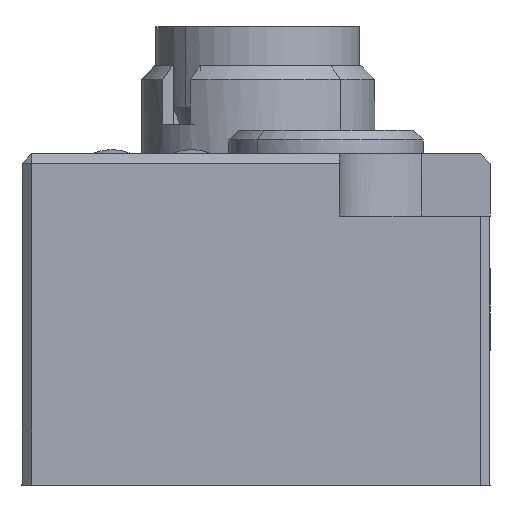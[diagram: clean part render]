
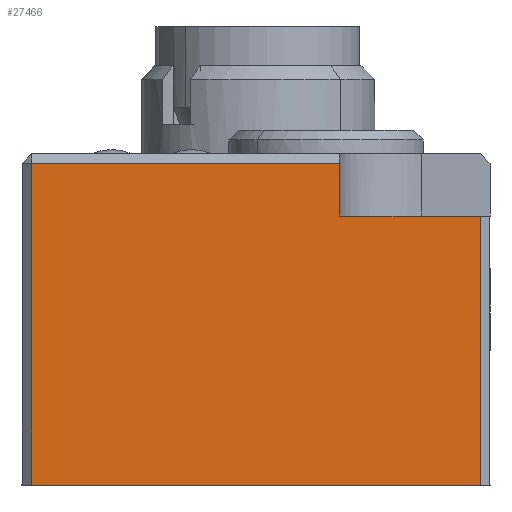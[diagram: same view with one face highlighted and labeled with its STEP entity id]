
A CAD part, front view. The second image highlights one B-rep face of the part: STEP entity #27466.
In plain terms, the highlighted planar face has unit normal (0, -1, 0).
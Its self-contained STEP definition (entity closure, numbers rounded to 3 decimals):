
#27437=AXIS2_PLACEMENT_3D('Plane Axis2P3D',#27434,#27435,#27436) ;
#24008=CARTESIAN_POINT('Vertex',(16.3,0.,16.5)) ;
#24015=CARTESIAN_POINT('Vertex',(0.5,0.,16.5)) ;
#24018=CARTESIAN_POINT('Line Origine',(8.4,0.,16.5)) ;
#24041=CARTESIAN_POINT('Vertex',(16.3,0.,13.8)) ;
#24049=CARTESIAN_POINT('Line Origine',(16.3,0.,15.15)) ;
#26821=CARTESIAN_POINT('Line Origine',(19.9,0.,13.8)) ;
#26825=CARTESIAN_POINT('Vertex',(23.5,0.,13.8)) ;
#27434=CARTESIAN_POINT('Axis2P3D Location',(24.,0.,0.)) ;
#27439=CARTESIAN_POINT('Line Origine',(0.5,0.,8.25)) ;
#27443=CARTESIAN_POINT('Vertex',(0.5,0.,0.)) ;
#27446=CARTESIAN_POINT('Line Origine',(12.,0.,0.)) ;
#27450=CARTESIAN_POINT('Vertex',(23.5,0.,0.)) ;
#27453=CARTESIAN_POINT('Line Origine',(23.5,0.,6.9)) ;
#24019=DIRECTION('Vector Direction',(1.,0.,0.)) ;
#24050=DIRECTION('Vector Direction',(0.,0.,1.)) ;
#26822=DIRECTION('Vector Direction',(-1.,0.,0.)) ;
#27435=DIRECTION('Axis2P3D Direction',(0.,-1.,0.)) ;
#27436=DIRECTION('Axis2P3D XDirection',(0.,0.,-1.)) ;
#27440=DIRECTION('Vector Direction',(0.,0.,1.)) ;
#27447=DIRECTION('Vector Direction',(-1.,0.,0.)) ;
#27454=DIRECTION('Vector Direction',(0.,0.,-1.)) ;
#24020=VECTOR('Line Direction',#24019,1.) ;
#24051=VECTOR('Line Direction',#24050,1.) ;
#26823=VECTOR('Line Direction',#26822,1.) ;
#27441=VECTOR('Line Direction',#27440,1.) ;
#27448=VECTOR('Line Direction',#27447,1.) ;
#27455=VECTOR('Line Direction',#27454,1.) ;
#27459=ORIENTED_EDGE('',*,*,#24053,.T.) ;
#27460=ORIENTED_EDGE('',*,*,#24022,.F.) ;
#27461=ORIENTED_EDGE('',*,*,#27445,.F.) ;
#27462=ORIENTED_EDGE('',*,*,#27452,.F.) ;
#27463=ORIENTED_EDGE('',*,*,#27457,.F.) ;
#27464=ORIENTED_EDGE('',*,*,#26827,.T.) ;
#27466=ADVANCED_FACE('Hauptkoerper',(#27465),#27438,.T.) ;
#24022=EDGE_CURVE('',#24016,#24009,#24021,.T.) ;
#24053=EDGE_CURVE('',#24042,#24009,#24052,.T.) ;
#26827=EDGE_CURVE('',#26826,#24042,#26824,.T.) ;
#27445=EDGE_CURVE('',#27444,#24016,#27442,.T.) ;
#27452=EDGE_CURVE('',#27451,#27444,#27449,.T.) ;
#27457=EDGE_CURVE('',#26826,#27451,#27456,.T.) ;
#27458=EDGE_LOOP('',(#27459,#27460,#27461,#27462,#27463,#27464)) ;
#27465=FACE_OUTER_BOUND('',#27458,.T.) ;
#24021=LINE('Line',#24018,#24020) ;
#24052=LINE('Line',#24049,#24051) ;
#26824=LINE('Line',#26821,#26823) ;
#27442=LINE('Line',#27439,#27441) ;
#27449=LINE('Line',#27446,#27448) ;
#27456=LINE('Line',#27453,#27455) ;
#27438=PLANE('',#27437) ;
#24009=VERTEX_POINT('',#24008) ;
#24016=VERTEX_POINT('',#24015) ;
#24042=VERTEX_POINT('',#24041) ;
#26826=VERTEX_POINT('',#26825) ;
#27444=VERTEX_POINT('',#27443) ;
#27451=VERTEX_POINT('',#27450) ;
